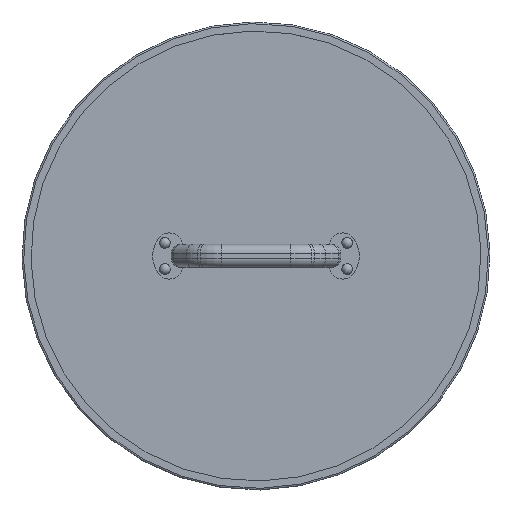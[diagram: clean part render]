
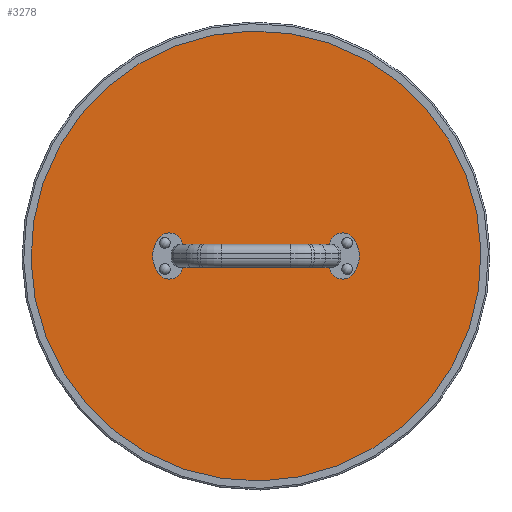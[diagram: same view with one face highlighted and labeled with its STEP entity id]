
A CAD part, top view. The second image highlights one B-rep face of the part: STEP entity #3278.
In plain terms, the highlighted planar face has unit normal (0, 0, 1).
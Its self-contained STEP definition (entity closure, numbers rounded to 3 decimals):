
#565=PLANE('',#3523);
#627=FACE_BOUND('',#921,.T.);
#628=FACE_BOUND('',#922,.T.);
#629=FACE_BOUND('',#923,.T.);
#630=FACE_BOUND('',#924,.T.);
#685=FACE_OUTER_BOUND('',#920,.T.);
#920=EDGE_LOOP('',(#2212));
#921=EDGE_LOOP('',(#2213));
#922=EDGE_LOOP('',(#2214));
#923=EDGE_LOOP('',(#2215));
#924=EDGE_LOOP('',(#2216));
#1198=CIRCLE('',#3509,2.1);
#1200=CIRCLE('',#3512,2.1);
#1202=CIRCLE('',#3515,2.1);
#1204=CIRCLE('',#3518,2.1);
#1206=CIRCLE('',#3521,150.75);
#1440=VERTEX_POINT('',#5199);
#1442=VERTEX_POINT('',#5204);
#1444=VERTEX_POINT('',#5209);
#1446=VERTEX_POINT('',#5214);
#1448=VERTEX_POINT('',#5219);
#1730=EDGE_CURVE('',#1440,#1440,#1198,.T.);
#1732=EDGE_CURVE('',#1442,#1442,#1200,.T.);
#1734=EDGE_CURVE('',#1444,#1444,#1202,.T.);
#1736=EDGE_CURVE('',#1446,#1446,#1204,.T.);
#1738=EDGE_CURVE('',#1448,#1448,#1206,.T.);
#2212=ORIENTED_EDGE('',*,*,#1738,.F.);
#2213=ORIENTED_EDGE('',*,*,#1730,.T.);
#2214=ORIENTED_EDGE('',*,*,#1732,.T.);
#2215=ORIENTED_EDGE('',*,*,#1734,.T.);
#2216=ORIENTED_EDGE('',*,*,#1736,.T.);
#3278=ADVANCED_FACE('',(#685,#627,#628,#629,#630),#565,.F.);
#3509=AXIS2_PLACEMENT_3D('',#5200,#4003,#4004);
#3512=AXIS2_PLACEMENT_3D('',#5205,#4009,#4010);
#3515=AXIS2_PLACEMENT_3D('',#5210,#4015,#4016);
#3518=AXIS2_PLACEMENT_3D('',#5215,#4021,#4022);
#3521=AXIS2_PLACEMENT_3D('',#5220,#4027,#4028);
#3523=AXIS2_PLACEMENT_3D('',#5223,#4031,#4032);
#4003=DIRECTION('center_axis',(0.,0.,-1.));
#4004=DIRECTION('ref_axis',(-1.,0.,0.));
#4009=DIRECTION('center_axis',(0.,0.,-1.));
#4010=DIRECTION('ref_axis',(-1.,0.,0.));
#4015=DIRECTION('center_axis',(0.,0.,-1.));
#4016=DIRECTION('ref_axis',(-1.,0.,0.));
#4021=DIRECTION('center_axis',(0.,0.,-1.));
#4022=DIRECTION('ref_axis',(-1.,0.,0.));
#4027=DIRECTION('center_axis',(0.,0.,-1.));
#4028=DIRECTION('ref_axis',(-1.,0.,0.));
#4031=DIRECTION('center_axis',(0.,0.,-1.));
#4032=DIRECTION('ref_axis',(-1.,0.,0.));
#5199=CARTESIAN_POINT('',(61.35,-8.5,0.88));
#5200=CARTESIAN_POINT('Origin',(59.25,-8.5,0.88));
#5204=CARTESIAN_POINT('',(-57.15,-8.5,0.88));
#5205=CARTESIAN_POINT('Origin',(-59.25,-8.5,0.88));
#5209=CARTESIAN_POINT('',(61.35,8.5,0.88));
#5210=CARTESIAN_POINT('Origin',(59.25,8.5,0.88));
#5214=CARTESIAN_POINT('',(-57.15,8.5,0.88));
#5215=CARTESIAN_POINT('Origin',(-59.25,8.5,0.88));
#5219=CARTESIAN_POINT('',(150.75,0.,0.88));
#5220=CARTESIAN_POINT('Origin',(0.,0.,0.88));
#5223=CARTESIAN_POINT('Origin',(0.,0.,0.88));
